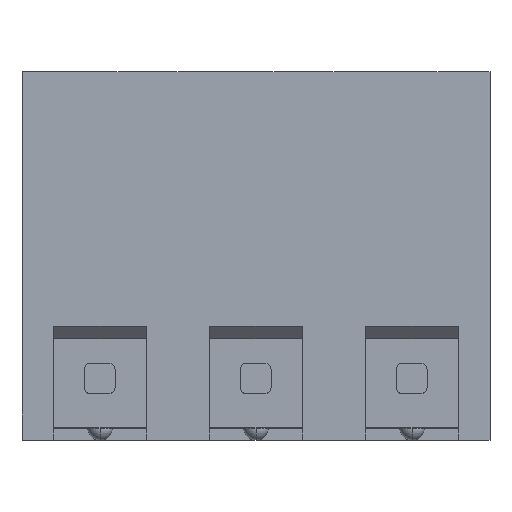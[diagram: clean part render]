
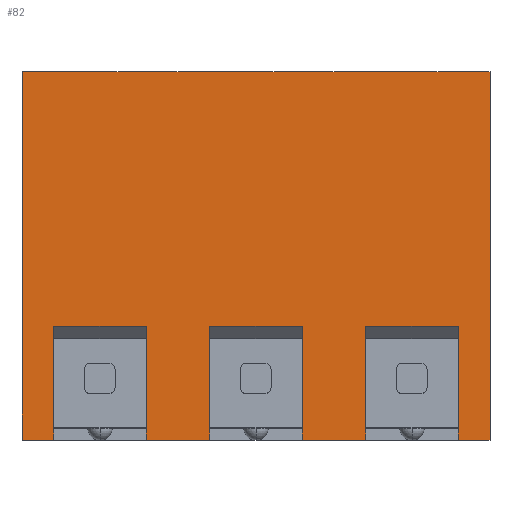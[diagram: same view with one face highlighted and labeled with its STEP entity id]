
A CAD part, top view. The second image highlights one B-rep face of the part: STEP entity #82.
In plain terms, the highlighted planar face has unit normal (0, 0, 1).
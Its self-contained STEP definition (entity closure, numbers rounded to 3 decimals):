
#82=ADVANCED_FACE('',(#295),#296,.T.);
#295=FACE_OUTER_BOUND('',#717,.T.);
#296=PLANE('',#718);
#717=EDGE_LOOP('',(#1174,#1175,#1176,#1177,#1178,#1179,#1180,#1181,#1182,#1183,#1184,#1185,#1186,#1187,#1188,#1189));
#718=AXIS2_PLACEMENT_3D('',#1190,#1191,#1192);
#1174=ORIENTED_EDGE('',*,*,#2884,.F.);
#1175=ORIENTED_EDGE('',*,*,#2885,.F.);
#1176=ORIENTED_EDGE('',*,*,#2886,.F.);
#1177=ORIENTED_EDGE('',*,*,#2887,.F.);
#1178=ORIENTED_EDGE('',*,*,#2888,.T.);
#1179=ORIENTED_EDGE('',*,*,#2883,.F.);
#1180=ORIENTED_EDGE('',*,*,#2889,.F.);
#1181=ORIENTED_EDGE('',*,*,#2890,.F.);
#1182=ORIENTED_EDGE('',*,*,#2891,.T.);
#1183=ORIENTED_EDGE('',*,*,#2892,.F.);
#1184=ORIENTED_EDGE('',*,*,#2893,.F.);
#1185=ORIENTED_EDGE('',*,*,#2894,.F.);
#1186=ORIENTED_EDGE('',*,*,#2895,.T.);
#1187=ORIENTED_EDGE('',*,*,#2896,.F.);
#1188=ORIENTED_EDGE('',*,*,#2897,.T.);
#1189=ORIENTED_EDGE('',*,*,#2898,.T.);
#1190=CARTESIAN_POINT('',(0.0,12.0,0.0));
#1191=DIRECTION('',(0.0,0.0,1.0));
#1192=DIRECTION('',(1.0,-0.0,0.0));
#2883=EDGE_CURVE('',#3467,#3463,#3469,.T.);
#2884=EDGE_CURVE('',#3470,#3471,#3472,.T.);
#2885=EDGE_CURVE('',#3473,#3470,#3474,.T.);
#2886=EDGE_CURVE('',#3475,#3473,#3476,.T.);
#2887=EDGE_CURVE('',#3477,#3475,#3478,.T.);
#2888=EDGE_CURVE('',#3477,#3463,#3479,.T.);
#2889=EDGE_CURVE('',#3480,#3467,#3481,.T.);
#2890=EDGE_CURVE('',#3482,#3480,#3483,.T.);
#2891=EDGE_CURVE('',#3482,#3484,#3485,.T.);
#2892=EDGE_CURVE('',#3486,#3484,#3487,.T.);
#2893=EDGE_CURVE('',#3488,#3486,#3489,.T.);
#2894=EDGE_CURVE('',#3490,#3488,#3491,.T.);
#2895=EDGE_CURVE('',#3490,#3492,#3493,.T.);
#2896=EDGE_CURVE('',#3494,#3492,#3495,.T.);
#2897=EDGE_CURVE('',#3494,#3496,#3497,.T.);
#2898=EDGE_CURVE('',#3496,#3471,#3498,.T.);
#3463=VERTEX_POINT('',#4388);
#3467=VERTEX_POINT('',#4394);
#3469=LINE('',#4397,#4398);
#3470=VERTEX_POINT('',#4399);
#3471=VERTEX_POINT('',#4400);
#3472=LINE('',#4401,#4402);
#3473=VERTEX_POINT('',#4403);
#3474=LINE('',#4404,#4405);
#3475=VERTEX_POINT('',#4406);
#3476=LINE('',#4407,#4408);
#3477=VERTEX_POINT('',#4409);
#3478=LINE('',#4410,#4411);
#3479=LINE('',#4412,#4413);
#3480=VERTEX_POINT('',#4414);
#3481=LINE('',#4415,#4416);
#3482=VERTEX_POINT('',#4417);
#3483=LINE('',#4418,#4419);
#3484=VERTEX_POINT('',#4420);
#3485=LINE('',#4421,#4422);
#3486=VERTEX_POINT('',#4423);
#3487=LINE('',#4424,#4425);
#3488=VERTEX_POINT('',#4426);
#3489=LINE('',#4427,#4428);
#3490=VERTEX_POINT('',#4429);
#3491=LINE('',#4430,#4431);
#3492=VERTEX_POINT('',#4432);
#3493=LINE('',#4433,#4434);
#3494=VERTEX_POINT('',#4435);
#3495=LINE('',#4436,#4437);
#3496=VERTEX_POINT('',#4438);
#3497=LINE('',#4439,#4440);
#3498=LINE('',#4441,#4442);
#4388=CARTESIAN_POINT('',(5.04,0.0,0.0));
#4394=CARTESIAN_POINT('',(7.12,0.0,0.0));
#4397=CARTESIAN_POINT('',(7.12,0.0,0.0));
#4398=VECTOR('',#5764,2.08);
#4399=CARTESIAN_POINT('',(1.0,0.0,0.0));
#4400=CARTESIAN_POINT('',(1.0,12.0,0.0));
#4401=CARTESIAN_POINT('',(1.0,0.0,0.0));
#4402=VECTOR('',#5765,12.0);
#4403=CARTESIAN_POINT('',(2.04,0.0,0.0));
#4404=CARTESIAN_POINT('',(2.04,0.0,0.0));
#4405=VECTOR('',#5766,1.04);
#4406=CARTESIAN_POINT('',(2.04,3.7,0.0));
#4407=CARTESIAN_POINT('',(2.04,3.7,0.0));
#4408=VECTOR('',#5767,3.7);
#4409=CARTESIAN_POINT('',(5.04,3.7,0.0));
#4410=CARTESIAN_POINT('',(5.04,3.7,0.0));
#4411=VECTOR('',#5768,3.0);
#4412=CARTESIAN_POINT('',(5.04,3.7,0.0));
#4413=VECTOR('',#5769,3.7);
#4414=CARTESIAN_POINT('',(7.12,3.7,0.0));
#4415=CARTESIAN_POINT('',(7.12,3.7,0.0));
#4416=VECTOR('',#5770,3.7);
#4417=CARTESIAN_POINT('',(10.12,3.7,0.0));
#4418=CARTESIAN_POINT('',(10.12,3.7,0.0));
#4419=VECTOR('',#5771,3.0);
#4420=CARTESIAN_POINT('',(10.12,0.0,0.0));
#4421=CARTESIAN_POINT('',(10.12,3.7,0.0));
#4422=VECTOR('',#5772,3.7);
#4423=CARTESIAN_POINT('',(12.2,0.0,0.0));
#4424=CARTESIAN_POINT('',(12.2,0.0,0.0));
#4425=VECTOR('',#5773,2.08);
#4426=CARTESIAN_POINT('',(12.2,3.7,0.0));
#4427=CARTESIAN_POINT('',(12.2,3.7,0.0));
#4428=VECTOR('',#5774,3.7);
#4429=CARTESIAN_POINT('',(15.2,3.7,0.0));
#4430=CARTESIAN_POINT('',(15.2,3.7,0.0));
#4431=VECTOR('',#5775,3.0);
#4432=CARTESIAN_POINT('',(15.2,0.0,0.0));
#4433=CARTESIAN_POINT('',(15.2,3.7,0.0));
#4434=VECTOR('',#5776,3.7);
#4435=CARTESIAN_POINT('',(16.24,0.0,0.0));
#4436=CARTESIAN_POINT('',(16.24,0.0,0.0));
#4437=VECTOR('',#5777,1.04);
#4438=CARTESIAN_POINT('',(16.24,12.0,0.0));
#4439=CARTESIAN_POINT('',(16.24,0.0,0.0));
#4440=VECTOR('',#5778,12.0);
#4441=CARTESIAN_POINT('',(16.24,12.0,0.0));
#4442=VECTOR('',#5779,15.24);
#5764=DIRECTION('',(-1.0,0.0,0.0));
#5765=DIRECTION('',(0.0,1.0,0.0));
#5766=DIRECTION('',(-1.0,0.0,0.0));
#5767=DIRECTION('',(0.0,-1.0,0.0));
#5768=DIRECTION('',(-1.0,0.0,0.0));
#5769=DIRECTION('',(0.0,-1.0,0.0));
#5770=DIRECTION('',(0.0,-1.0,0.0));
#5771=DIRECTION('',(-1.0,0.0,0.0));
#5772=DIRECTION('',(0.0,-1.0,0.0));
#5773=DIRECTION('',(-1.0,0.0,0.0));
#5774=DIRECTION('',(0.0,-1.0,0.0));
#5775=DIRECTION('',(-1.0,0.0,0.0));
#5776=DIRECTION('',(0.0,-1.0,0.0));
#5777=DIRECTION('',(-1.0,0.0,0.0));
#5778=DIRECTION('',(0.0,1.0,0.0));
#5779=DIRECTION('',(-1.0,0.0,0.0));
